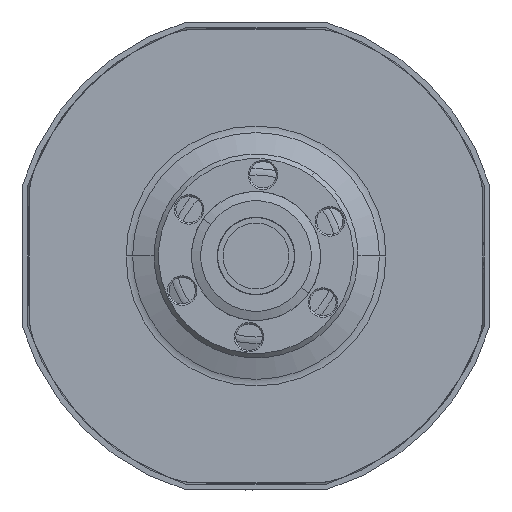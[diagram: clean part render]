
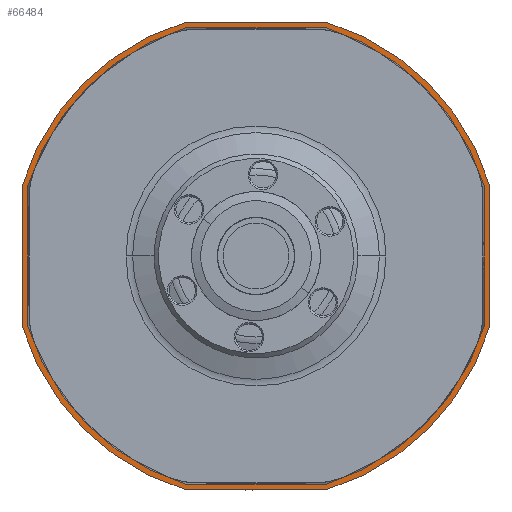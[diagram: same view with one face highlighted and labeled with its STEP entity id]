
A CAD part, front view. The second image highlights one B-rep face of the part: STEP entity #66484.
In plain terms, the highlighted planar face has unit normal (0, -1, 0).
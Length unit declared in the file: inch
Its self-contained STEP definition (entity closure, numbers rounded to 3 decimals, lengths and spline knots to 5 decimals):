
#1136 = CARTESIAN_POINT ( 'NONE',  ( -1.48815, 1.08855, 0.4496 ) ) ;
#1674 = DIRECTION ( 'NONE',  ( 1., 0., 0. ) ) ;
#2384 = LINE ( 'NONE', #46156, #73667 ) ;
#3177 = CARTESIAN_POINT ( 'NONE',  ( 0., 1.08855, 0. ) ) ;
#3709 = CARTESIAN_POINT ( 'NONE',  ( 0., 1.08855, 0. ) ) ;
#3892 = DIRECTION ( 'NONE',  ( 0., -1., 0. ) ) ;
#4351 = CARTESIAN_POINT ( 'NONE',  ( 0., 1.08855, 0. ) ) ;
#5844 = VERTEX_POINT ( 'NONE', #44236 ) ;
#5926 = ORIENTED_EDGE ( 'NONE', *, *, #73748, .F. ) ;
#6585 = DIRECTION ( 'NONE',  ( 0., 0., 1. ) ) ;
#7127 = VECTOR ( 'NONE', #6585, 39.37008 ) ;
#7454 = FACE_OUTER_BOUND ( 'NONE', #63641, .T. ) ;
#8498 = LINE ( 'NONE', #48409, #61503 ) ;
#9463 = AXIS2_PLACEMENT_3D ( 'NONE', #37810, #85909, #44750 ) ;
#9494 = VERTEX_POINT ( 'NONE', #21566 ) ;
#10152 = DIRECTION ( 'NONE',  ( 1., 0., 0. ) ) ;
#10595 = EDGE_CURVE ( 'NONE', #9494, #48078, #64900, .T. ) ;
#10674 = DIRECTION ( 'NONE',  ( 1., 0., 0. ) ) ;
#11045 = EDGE_CURVE ( 'NONE', #44753, #5844, #53028, .T. ) ;
#11232 = AXIS2_PLACEMENT_3D ( 'NONE', #4351, #52737, #11323 ) ;
#11323 = DIRECTION ( 'NONE',  ( 1., 0., 0. ) ) ;
#11510 = CARTESIAN_POINT ( 'NONE',  ( 1.48815, 1.08855, -0.4496 ) ) ;
#12882 = VECTOR ( 'NONE', #24027, 39.37008 ) ;
#13902 = AXIS2_PLACEMENT_3D ( 'NONE', #84310, #43132, #1674 ) ;
#14395 = CARTESIAN_POINT ( 'NONE',  ( -1.52415, 1.08855, 0.45491 ) ) ;
#15004 = CIRCLE ( 'NONE', #13902, 1.59059 ) ;
#15589 = CARTESIAN_POINT ( 'NONE',  ( 0., 1.08855, 0. ) ) ;
#16049 = ORIENTED_EDGE ( 'NONE', *, *, #73646, .T. ) ;
#16115 = VERTEX_POINT ( 'NONE', #18910 ) ;
#17080 = CARTESIAN_POINT ( 'NONE',  ( -1.52415, 1.08855, -1.06044 ) ) ;
#17838 = AXIS2_PLACEMENT_3D ( 'NONE', #36295, #84396, #43225 ) ;
#18910 = CARTESIAN_POINT ( 'NONE',  ( 0.45491, 1.08855, -1.52415 ) ) ;
#20832 = VECTOR ( 'NONE', #42166, 39.37008 ) ;
#21566 = CARTESIAN_POINT ( 'NONE',  ( 0.4496, 1.08855, -1.48815 ) ) ;
#22521 = DIRECTION ( 'NONE',  ( 1., 0., 0. ) ) ;
#22931 = EDGE_CURVE ( 'NONE', #16115, #35806, #15004, .T. ) ;
#22959 = LINE ( 'NONE', #76428, #20832 ) ;
#24027 = DIRECTION ( 'NONE',  ( 0., 0., -1. ) ) ;
#25127 = ORIENTED_EDGE ( 'NONE', *, *, #70867, .T. ) ;
#25522 = LINE ( 'NONE', #41056, #7127 ) ;
#25710 = CARTESIAN_POINT ( 'NONE',  ( 1.52415, 1.08855, 0.45491 ) ) ;
#27378 = EDGE_CURVE ( 'NONE', #45457, #9494, #2384, .T. ) ;
#27580 = VERTEX_POINT ( 'NONE', #14395 ) ;
#27838 = ORIENTED_EDGE ( 'NONE', *, *, #80237, .T. ) ;
#28483 = ORIENTED_EDGE ( 'NONE', *, *, #10595, .F. ) ;
#29034 = VERTEX_POINT ( 'NONE', #37576 ) ;
#29480 = EDGE_CURVE ( 'NONE', #76386, #43489, #62832, .T. ) ;
#30114 = CARTESIAN_POINT ( 'NONE',  ( 0., 1.08855, 0. ) ) ;
#30792 = CARTESIAN_POINT ( 'NONE',  ( -1.52415, 1.08855, -0.45491 ) ) ;
#31226 = LINE ( 'NONE', #40580, #67940 ) ;
#35161 = CARTESIAN_POINT ( 'NONE',  ( 1.48815, 1.08855, 0.4496 ) ) ;
#35806 = VERTEX_POINT ( 'NONE', #79824 ) ;
#35995 = EDGE_CURVE ( 'NONE', #35806, #44753, #25522, .T. ) ;
#36295 = CARTESIAN_POINT ( 'NONE',  ( 0., 1.08855, 0. ) ) ;
#37075 = PLANE ( 'NONE',  #49227 ) ;
#37576 = CARTESIAN_POINT ( 'NONE',  ( -0.45491, 1.08855, -1.52415 ) ) ;
#37687 = VERTEX_POINT ( 'NONE', #35161 ) ;
#37810 = CARTESIAN_POINT ( 'NONE',  ( 0., 1.08855, 0. ) ) ;
#38878 = ORIENTED_EDGE ( 'NONE', *, *, #29480, .F. ) ;
#40580 = CARTESIAN_POINT ( 'NONE',  ( -1.06044, 1.08855, 1.52415 ) ) ;
#41056 = CARTESIAN_POINT ( 'NONE',  ( 1.52415, 1.08855, 1.06044 ) ) ;
#42088 = CIRCLE ( 'NONE', #53833, 1.55459 ) ;
#42166 = DIRECTION ( 'NONE',  ( 1., 0., 0. ) ) ;
#42495 = ORIENTED_EDGE ( 'NONE', *, *, #66569, .F. ) ;
#42599 = EDGE_CURVE ( 'NONE', #82720, #27580, #59990, .T. ) ;
#42695 = CIRCLE ( 'NONE', #66860, 1.59059 ) ;
#43132 = DIRECTION ( 'NONE',  ( 0., -1., 0. ) ) ;
#43225 = DIRECTION ( 'NONE',  ( 1., 0., 0. ) ) ;
#43489 = VERTEX_POINT ( 'NONE', #1136 ) ;
#44011 = DIRECTION ( 'NONE',  ( 1., 0., 0. ) ) ;
#44022 = EDGE_CURVE ( 'NONE', #48078, #37687, #73635, .T. ) ;
#44236 = CARTESIAN_POINT ( 'NONE',  ( 0.45491, 1.08855, 1.52415 ) ) ;
#44750 = DIRECTION ( 'NONE',  ( 1., 0., 0. ) ) ;
#44753 = VERTEX_POINT ( 'NONE', #25710 ) ;
#44917 = ORIENTED_EDGE ( 'NONE', *, *, #35995, .T. ) ;
#45300 = CARTESIAN_POINT ( 'NONE',  ( 0., 1.08855, 0. ) ) ;
#45457 = VERTEX_POINT ( 'NONE', #66813 ) ;
#46156 = CARTESIAN_POINT ( 'NONE',  ( 1.06044, 1.08855, -1.48815 ) ) ;
#48078 = VERTEX_POINT ( 'NONE', #11510 ) ;
#48409 = CARTESIAN_POINT ( 'NONE',  ( -1.06044, 1.08855, 1.48815 ) ) ;
#49227 = AXIS2_PLACEMENT_3D ( 'NONE', #30114, #64515, #44011 ) ;
#50601 = ORIENTED_EDGE ( 'NONE', *, *, #44022, .F. ) ;
#51026 = VERTEX_POINT ( 'NONE', #74180 ) ;
#51580 = DIRECTION ( 'NONE',  ( 0., -1., 0. ) ) ;
#52130 = DIRECTION ( 'NONE',  ( 0., -1., 0. ) ) ;
#52289 = EDGE_CURVE ( 'NONE', #43489, #62362, #88804, .T. ) ;
#52305 = DIRECTION ( 'NONE',  ( 1., 0., 0. ) ) ;
#52737 = DIRECTION ( 'NONE',  ( 0., -1., 0. ) ) ;
#53028 = CIRCLE ( 'NONE', #9463, 1.59059 ) ;
#53833 = AXIS2_PLACEMENT_3D ( 'NONE', #3177, #51580, #10152 ) ;
#55191 = ORIENTED_EDGE ( 'NONE', *, *, #52289, .F. ) ;
#55439 = VECTOR ( 'NONE', #57790, 39.37008 ) ;
#55926 = EDGE_CURVE ( 'NONE', #27580, #68880, #67976, .T. ) ;
#57790 = DIRECTION ( 'NONE',  ( 0., 0., 1. ) ) ;
#58193 = ORIENTED_EDGE ( 'NONE', *, *, #27378, .F. ) ;
#58776 = DIRECTION ( 'NONE',  ( 0., 0., -1. ) ) ;
#59990 = CIRCLE ( 'NONE', #17838, 1.59059 ) ;
#61017 = CARTESIAN_POINT ( 'NONE',  ( -0.45491, 1.08855, 1.52415 ) ) ;
#61503 = VECTOR ( 'NONE', #89257, 39.37008 ) ;
#62208 = CARTESIAN_POINT ( 'NONE',  ( -0.4496, 1.08855, 1.48815 ) ) ;
#62362 = VERTEX_POINT ( 'NONE', #85428 ) ;
#62597 = FACE_BOUND ( 'NONE', #87216, .T. ) ;
#62832 = CIRCLE ( 'NONE', #86176, 1.55459 ) ;
#63029 = ORIENTED_EDGE ( 'NONE', *, *, #11045, .T. ) ;
#63641 = EDGE_LOOP ( 'NONE', ( #44917, #63029, #16049, #87924, #66420, #27838, #25127, #88962 ) ) ;
#63924 = DIRECTION ( 'NONE',  ( 0., -1., 0. ) ) ;
#64515 = DIRECTION ( 'NONE',  ( 0., 1., 0. ) ) ;
#64900 = CIRCLE ( 'NONE', #11232, 1.55459 ) ;
#66420 = ORIENTED_EDGE ( 'NONE', *, *, #55926, .T. ) ;
#66484 = ADVANCED_FACE ( 'NONE', ( #7454, #62597 ), #37075, .F. ) ;
#66569 = EDGE_CURVE ( 'NONE', #37687, #51026, #42088, .T. ) ;
#66813 = CARTESIAN_POINT ( 'NONE',  ( -0.4496, 1.08855, -1.48815 ) ) ;
#66860 = AXIS2_PLACEMENT_3D ( 'NONE', #3709, #52130, #10674 ) ;
#67940 = VECTOR ( 'NONE', #74844, 39.37008 ) ;
#67976 = LINE ( 'NONE', #17080, #12882 ) ;
#68880 = VERTEX_POINT ( 'NONE', #30792 ) ;
#70526 = VECTOR ( 'NONE', #58776, 39.37008 ) ;
#70867 = EDGE_CURVE ( 'NONE', #29034, #16115, #22959, .T. ) ;
#70965 = CIRCLE ( 'NONE', #81016, 1.55459 ) ;
#71565 = CARTESIAN_POINT ( 'NONE',  ( 1.48815, 1.08855, 1.06044 ) ) ;
#72215 = CARTESIAN_POINT ( 'NONE',  ( -1.48815, 1.08855, -1.06044 ) ) ;
#73635 = LINE ( 'NONE', #71565, #55439 ) ;
#73646 = EDGE_CURVE ( 'NONE', #5844, #82720, #31226, .T. ) ;
#73667 = VECTOR ( 'NONE', #73791, 39.37008 ) ;
#73748 = EDGE_CURVE ( 'NONE', #51026, #76386, #8498, .T. ) ;
#73791 = DIRECTION ( 'NONE',  ( 1., 0., 0. ) ) ;
#74180 = CARTESIAN_POINT ( 'NONE',  ( 0.4496, 1.08855, 1.48815 ) ) ;
#74282 = ORIENTED_EDGE ( 'NONE', *, *, #74399, .F. ) ;
#74399 = EDGE_CURVE ( 'NONE', #62362, #45457, #70965, .T. ) ;
#74844 = DIRECTION ( 'NONE',  ( -1., 0., 0. ) ) ;
#76386 = VERTEX_POINT ( 'NONE', #62208 ) ;
#76428 = CARTESIAN_POINT ( 'NONE',  ( 1.06044, 1.08855, -1.52415 ) ) ;
#79824 = CARTESIAN_POINT ( 'NONE',  ( 1.52415, 1.08855, -0.45491 ) ) ;
#80237 = EDGE_CURVE ( 'NONE', #68880, #29034, #42695, .T. ) ;
#81016 = AXIS2_PLACEMENT_3D ( 'NONE', #15589, #63924, #22521 ) ;
#82720 = VERTEX_POINT ( 'NONE', #61017 ) ;
#84310 = CARTESIAN_POINT ( 'NONE',  ( 0., 1.08855, 0. ) ) ;
#84396 = DIRECTION ( 'NONE',  ( 0., -1., 0. ) ) ;
#85428 = CARTESIAN_POINT ( 'NONE',  ( -1.48815, 1.08855, -0.4496 ) ) ;
#85909 = DIRECTION ( 'NONE',  ( 0., -1., 0. ) ) ;
#86176 = AXIS2_PLACEMENT_3D ( 'NONE', #45300, #3892, #52305 ) ;
#87216 = EDGE_LOOP ( 'NONE', ( #28483, #58193, #74282, #55191, #38878, #5926, #42495, #50601 ) ) ;
#87924 = ORIENTED_EDGE ( 'NONE', *, *, #42599, .T. ) ;
#88804 = LINE ( 'NONE', #72215, #70526 ) ;
#88962 = ORIENTED_EDGE ( 'NONE', *, *, #22931, .T. ) ;
#89257 = DIRECTION ( 'NONE',  ( -1., 0., 0. ) ) ;
